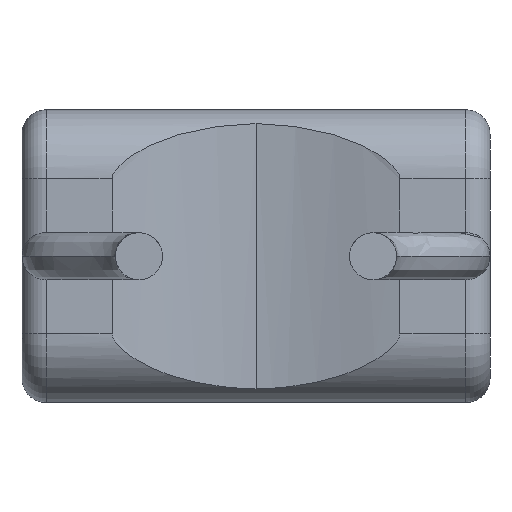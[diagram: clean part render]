
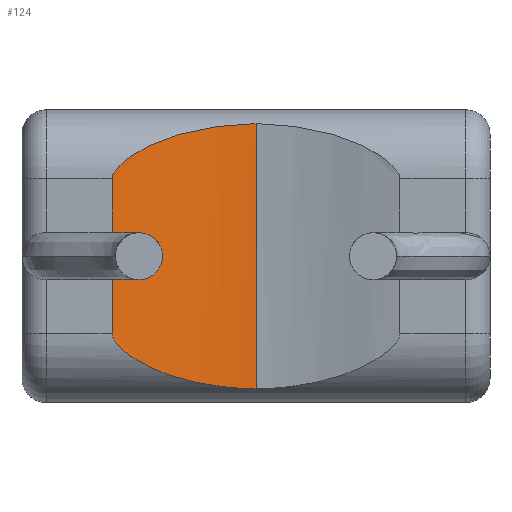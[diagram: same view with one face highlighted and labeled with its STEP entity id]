
A CAD part, front view. The second image highlights one B-rep face of the part: STEP entity #124.
In plain terms, the highlighted free-form (B-spline) face has degree [3, 1] with [4, 2] control points.
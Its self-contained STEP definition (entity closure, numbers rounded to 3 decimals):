
#57 = CARTESIAN_POINT ( 'NONE',  ( 1.89, 0.28, 0.133 ) ) ;
#77 = CARTESIAN_POINT ( 'NONE',  ( 0.979, 0., 3.047 ) ) ;
#124 = ADVANCED_FACE ( 'NONE', ( #274 ), #5076, .F. ) ;
#274 = FACE_OUTER_BOUND ( 'NONE', #806, .T. ) ;
#345 = ORIENTED_EDGE ( 'NONE', *, *, #4028, .T. ) ;
#408 = CARTESIAN_POINT ( 'NONE',  ( 1.217, 0.049, 0.48 ) ) ;
#448 = CARTESIAN_POINT ( 'NONE',  ( 1.072, 0.016, 0.593 ) ) ;
#455 = CARTESIAN_POINT ( 'NONE',  ( 1.154, 0.034, 2.658 ) ) ;
#473 = CARTESIAN_POINT ( 'NONE',  ( 1.957, 0.234, 2.975 ) ) ;
#483 = CARTESIAN_POINT ( 'NONE',  ( 1.339, 0.053, 0.133 ) ) ;
#506 = CARTESIAN_POINT ( 'NONE',  ( 0.979, 0., 0.133 ) ) ;
#615 = VERTEX_POINT ( 'NONE', #851 ) ;
#806 = EDGE_LOOP ( 'NONE', ( #2064, #935, #345, #1704 ) ) ;
#851 = CARTESIAN_POINT ( 'NONE',  ( 0.979, 0., 2.43 ) ) ;
#894 = CARTESIAN_POINT ( 'NONE',  ( 0.979, 0., 2.468 ) ) ;
#935 = ORIENTED_EDGE ( 'NONE', *, *, #4947, .T. ) ;
#1110 = CARTESIAN_POINT ( 'NONE',  ( 2.54, 0.3, 0. ) ) ;
#1268 = CARTESIAN_POINT ( 'NONE',  ( 1.537, 0.135, 2.862 ) ) ;
#1645 = LINE ( 'NONE', #2479, #3674 ) ;
#1653 = CARTESIAN_POINT ( 'NONE',  ( 1.045, 0.011, 0.618 ) ) ;
#1698 = CARTESIAN_POINT ( 'NONE',  ( 0.999, 0.003, 0.678 ) ) ;
#1704 = ORIENTED_EDGE ( 'NONE', *, *, #2375, .F. ) ;
#1747 = CARTESIAN_POINT ( 'NONE',  ( 0.979, 0., 2.43 ) ) ;
#1809 = CARTESIAN_POINT ( 'NONE',  ( 2.54, 0.3, 0.15 ) ) ;
#2021 = CARTESIAN_POINT ( 'NONE',  ( 0.979, 0., 0.75 ) ) ;
#2064 = ORIENTED_EDGE ( 'NONE', *, *, #3250, .T. ) ;
#2094 = CARTESIAN_POINT ( 'NONE',  ( 1.814, 0.203, 2.946 ) ) ;
#2375 = EDGE_CURVE ( 'NONE', #3577, #615, #1645, .T. ) ;
#2388 = CARTESIAN_POINT ( 'NONE',  ( 0.979, 0., 0.75 ) ) ;
#2456 = B_SPLINE_CURVE_WITH_KNOTS ( 'NONE', 3,
 ( #2021, #3337, #1698, #1653, #448, #2986, #408, #2559, #5020, #4232, #4210, #4608 ),
 .UNSPECIFIED., .F., .F.,
 ( 4, 2, 2, 2, 2, 4 ),
 ( 0., 0., 0., 0., 0.001, 0.002 ),
 .UNSPECIFIED. ) ;
#2479 = CARTESIAN_POINT ( 'NONE',  ( 0.979, 0., 0. ) ) ;
#2559 = CARTESIAN_POINT ( 'NONE',  ( 1.405, 0.098, 0.371 ) ) ;
#2566 = DIRECTION ( 'NONE',  ( 0., 0., 1. ) ) ;
#2655 = LINE ( 'NONE', #1110, #4681 ) ;
#2675 = VERTEX_POINT ( 'NONE', #1809 ) ;
#2776 = DIRECTION ( 'NONE',  ( 0., 0., 1. ) ) ;
#2986 = CARTESIAN_POINT ( 'NONE',  ( 1.155, 0.034, 0.521 ) ) ;
#2992 = CARTESIAN_POINT ( 'NONE',  ( 2.54, 0.3, 3.03 ) ) ;
#3021 = CARTESIAN_POINT ( 'NONE',  ( 2.54, 0.3, 0.133 ) ) ;
#3049 = CARTESIAN_POINT ( 'NONE',  ( 1.89, 0.28, 3.047 ) ) ;
#3250 = EDGE_CURVE ( 'NONE', #3577, #2675, #2456, .T. ) ;
#3337 = CARTESIAN_POINT ( 'NONE',  ( 0.979, 0., 0.712 ) ) ;
#3401 = CARTESIAN_POINT ( 'NONE',  ( 1.07, 0.016, 2.586 ) ) ;
#3462 = CARTESIAN_POINT ( 'NONE',  ( 0.998, 0.003, 2.502 ) ) ;
#3471 = CARTESIAN_POINT ( 'NONE',  ( 2.54, 0.3, 3.047 ) ) ;
#3577 = VERTEX_POINT ( 'NONE', #2388 ) ;
#3674 = VECTOR ( 'NONE', #2566, 1000. ) ;
#3833 = CARTESIAN_POINT ( 'NONE',  ( 2.245, 0.28, 3.015 ) ) ;
#3854 = CARTESIAN_POINT ( 'NONE',  ( 1.044, 0.011, 2.56 ) ) ;
#4028 = EDGE_CURVE ( 'NONE', #5096, #615, #4422, .T. ) ;
#4210 = CARTESIAN_POINT ( 'NONE',  ( 2.242, 0.291, 0.157 ) ) ;
#4220 = CARTESIAN_POINT ( 'NONE',  ( 2.54, 0.3, 3.03 ) ) ;
#4232 = CARTESIAN_POINT ( 'NONE',  ( 1.954, 0.237, 0.192 ) ) ;
#4238 = CARTESIAN_POINT ( 'NONE',  ( 1.403, 0.097, 2.808 ) ) ;
#4260 = CARTESIAN_POINT ( 'NONE',  ( 2.391, 0.296, 3.027 ) ) ;
#4422 = B_SPLINE_CURVE_WITH_KNOTS ( 'NONE', 3,
 ( #2992, #4260, #3833, #473, #2094, #1268, #4238, #5074, #455, #3401, #3854, #3462, #894, #1747 ),
 .UNSPECIFIED., .F., .F.,
 ( 4, 2, 2, 2, 2, 2, 4 ),
 ( 0., 0., 0.001, 0.001, 0.002, 0.002, 0.002 ),
 .UNSPECIFIED. ) ;
#4608 = CARTESIAN_POINT ( 'NONE',  ( 2.54, 0.3, 0.15 ) ) ;
#4681 = VECTOR ( 'NONE', #2776, 1000. ) ;
#4947 = EDGE_CURVE ( 'NONE', #2675, #5096, #2655, .T. ) ;
#5020 = CARTESIAN_POINT ( 'NONE',  ( 1.538, 0.135, 0.318 ) ) ;
#5074 = CARTESIAN_POINT ( 'NONE',  ( 1.215, 0.049, 2.699 ) ) ;
#5076 = B_SPLINE_SURFACE_WITH_KNOTS ( 'NONE', 3, 1, ( 
 ( #3021, #3471 ),
 ( #57, #3049 ),
 ( #483, #5117 ),
 ( #506, #77 ) ),
 .UNSPECIFIED., .F., .F., .F.,
 ( 4, 4 ),
 ( 2, 2 ),
 ( 0., 1. ),
 ( 0., 1. ),
 .UNSPECIFIED. ) ;
#5096 = VERTEX_POINT ( 'NONE', #4220 ) ;
#5117 = CARTESIAN_POINT ( 'NONE',  ( 1.339, 0.053, 3.047 ) ) ;
